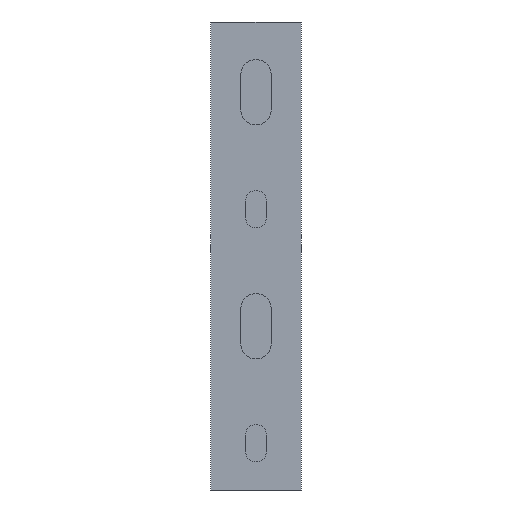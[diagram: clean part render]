
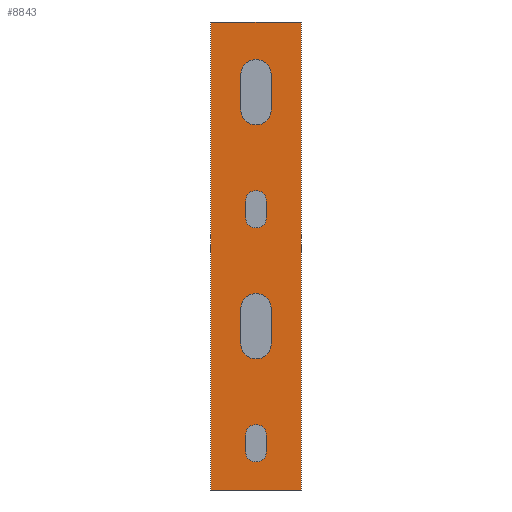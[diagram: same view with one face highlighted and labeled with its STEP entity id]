
A CAD part, front view. The second image highlights one B-rep face of the part: STEP entity #8843.
In plain terms, the highlighted planar face has unit normal (0, -1, 0).
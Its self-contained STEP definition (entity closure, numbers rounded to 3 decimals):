
#2432=DIRECTION('',(1.,0.,0.));
#2433=VECTOR('',#2432,19.287);
#2434=CARTESIAN_POINT('',(-9.643,0.,0.));
#2435=LINE('47194',#2434,#2433);
#2436=DIRECTION('',(0.,0.,-1.));
#2437=VECTOR('',#2436,100.);
#2438=CARTESIAN_POINT('',(9.643,0.,0.));
#2439=LINE('47064',#2438,#2437);
#2440=DIRECTION('',(-1.,0.,0.));
#2441=VECTOR('',#2440,19.287);
#2442=CARTESIAN_POINT('',(9.643,0.,-100.));
#2443=LINE('47195',#2442,#2441);
#2444=CARTESIAN_POINT('',(0.,0.,-11.25));
#2445=DIRECTION('',(0.,-1.,0.));
#2446=DIRECTION('',(1.,0.,0.));
#2447=AXIS2_PLACEMENT_3D('',#2444,#2445,#2446);
#2449=DIRECTION('',(0.,0.,-1.));
#2450=VECTOR('',#2449,7.5);
#2451=CARTESIAN_POINT('',(-3.25,0.,-11.25));
#2452=LINE('6896',#2451,#2450);
#2453=CARTESIAN_POINT('',(0.,0.,-18.75));
#2454=DIRECTION('',(0.,-1.,0.));
#2455=DIRECTION('',(-1.,0.,0.));
#2456=AXIS2_PLACEMENT_3D('',#2453,#2454,#2455);
#2458=DIRECTION('',(0.,0.,1.));
#2459=VECTOR('',#2458,7.5);
#2460=CARTESIAN_POINT('',(3.25,0.,-18.75));
#2461=LINE('6899',#2460,#2459);
#2462=CARTESIAN_POINT('',(0.,0.,-38.25));
#2463=DIRECTION('',(0.,-1.,0.));
#2464=DIRECTION('',(1.,0.,0.));
#2465=AXIS2_PLACEMENT_3D('',#2462,#2463,#2464);
#2467=DIRECTION('',(0.,0.,-1.));
#2468=VECTOR('',#2467,3.5);
#2469=CARTESIAN_POINT('',(-2.25,0.,-38.25));
#2470=LINE('6902',#2469,#2468);
#2471=CARTESIAN_POINT('',(0.,0.,-41.75));
#2472=DIRECTION('',(0.,-1.,0.));
#2473=DIRECTION('',(-1.,0.,0.));
#2474=AXIS2_PLACEMENT_3D('',#2471,#2472,#2473);
#2476=DIRECTION('',(0.,0.,1.));
#2477=VECTOR('',#2476,3.5);
#2478=CARTESIAN_POINT('',(2.25,0.,-41.75));
#2479=LINE('6905',#2478,#2477);
#2480=CARTESIAN_POINT('',(0.,0.,-61.25));
#2481=DIRECTION('',(0.,-1.,0.));
#2482=DIRECTION('',(1.,0.,0.));
#2483=AXIS2_PLACEMENT_3D('',#2480,#2481,#2482);
#2485=DIRECTION('',(0.,0.,-1.));
#2486=VECTOR('',#2485,7.5);
#2487=CARTESIAN_POINT('',(-3.25,0.,-61.25));
#2488=LINE('6908',#2487,#2486);
#2489=CARTESIAN_POINT('',(0.,0.,-68.75));
#2490=DIRECTION('',(0.,-1.,0.));
#2491=DIRECTION('',(-1.,0.,0.));
#2492=AXIS2_PLACEMENT_3D('',#2489,#2490,#2491);
#2494=DIRECTION('',(0.,0.,1.));
#2495=VECTOR('',#2494,7.5);
#2496=CARTESIAN_POINT('',(3.25,0.,-68.75));
#2497=LINE('6911',#2496,#2495);
#2498=CARTESIAN_POINT('',(0.,0.,-88.25));
#2499=DIRECTION('',(0.,-1.,0.));
#2500=DIRECTION('',(1.,0.,0.));
#2501=AXIS2_PLACEMENT_3D('',#2498,#2499,#2500);
#2503=DIRECTION('',(0.,0.,-1.));
#2504=VECTOR('',#2503,3.5);
#2505=CARTESIAN_POINT('',(-2.25,0.,-88.25));
#2506=LINE('6914',#2505,#2504);
#2507=CARTESIAN_POINT('',(0.,0.,-91.75));
#2508=DIRECTION('',(0.,-1.,0.));
#2509=DIRECTION('',(-1.,0.,0.));
#2510=AXIS2_PLACEMENT_3D('',#2507,#2508,#2509);
#2512=DIRECTION('',(0.,0.,1.));
#2513=VECTOR('',#2512,3.5);
#2514=CARTESIAN_POINT('',(2.25,0.,-91.75));
#2515=LINE('6917',#2514,#2513);
#2740=DIRECTION('',(0.,0.,-1.));
#2741=VECTOR('',#2740,100.);
#2742=CARTESIAN_POINT('',(-9.643,0.,0.));
#2743=LINE('47191',#2742,#2741);
#5191=CARTESIAN_POINT('',(-3.25,0.,-11.25));
#5192=CARTESIAN_POINT('',(-3.25,0.,-18.75));
#5193=VERTEX_POINT('',#5191);
#5194=VERTEX_POINT('',#5192);
#5195=CARTESIAN_POINT('',(3.25,0.,-18.75));
#5196=CARTESIAN_POINT('',(3.25,0.,-11.25));
#5197=VERTEX_POINT('',#5195);
#5198=VERTEX_POINT('',#5196);
#5199=CARTESIAN_POINT('',(-2.25,0.,-38.25));
#5200=CARTESIAN_POINT('',(-2.25,0.,-41.75));
#5201=VERTEX_POINT('',#5199);
#5202=VERTEX_POINT('',#5200);
#5203=CARTESIAN_POINT('',(2.25,0.,-41.75));
#5204=CARTESIAN_POINT('',(2.25,0.,-38.25));
#5205=VERTEX_POINT('',#5203);
#5206=VERTEX_POINT('',#5204);
#5207=CARTESIAN_POINT('',(-3.25,0.,-61.25));
#5208=CARTESIAN_POINT('',(-3.25,0.,-68.75));
#5209=VERTEX_POINT('',#5207);
#5210=VERTEX_POINT('',#5208);
#5211=CARTESIAN_POINT('',(3.25,0.,-68.75));
#5212=CARTESIAN_POINT('',(3.25,0.,-61.25));
#5213=VERTEX_POINT('',#5211);
#5214=VERTEX_POINT('',#5212);
#5215=CARTESIAN_POINT('',(-2.25,0.,-88.25));
#5216=CARTESIAN_POINT('',(-2.25,0.,-91.75));
#5217=VERTEX_POINT('',#5215);
#5218=VERTEX_POINT('',#5216);
#5219=CARTESIAN_POINT('',(2.25,0.,-91.75));
#5220=CARTESIAN_POINT('',(2.25,0.,-88.25));
#5221=VERTEX_POINT('',#5219);
#5222=VERTEX_POINT('',#5220);
#5745=CARTESIAN_POINT('',(9.643,0.,0.));
#5746=CARTESIAN_POINT('',(9.643,0.,-100.));
#5747=VERTEX_POINT('',#5745);
#5748=VERTEX_POINT('',#5746);
#5793=CARTESIAN_POINT('',(-9.643,0.,0.));
#5794=CARTESIAN_POINT('',(-9.643,0.,-100.));
#5795=VERTEX_POINT('',#5793);
#5796=VERTEX_POINT('',#5794);
#8791=CARTESIAN_POINT('',(-7.2,0.,0.));
#8792=DIRECTION('',(0.,-1.,0.));
#8793=DIRECTION('',(1.,0.,0.));
#8794=AXIS2_PLACEMENT_3D('',#8791,#8792,#8793);
#8795=PLANE('7485',#8794);
#8796=ORIENTED_EDGE('47194',*,*,#5812,.T.);
#8797=ORIENTED_EDGE('47064',*,*,#6196,.T.);
#8798=ORIENTED_EDGE('47195',*,*,#5968,.T.);
#8800=ORIENTED_EDGE('47191',*,*,#8799,.F.);
#8801=EDGE_LOOP('7485',(#8796,#8797,#8798,#8800));
#8802=FACE_OUTER_BOUND('7485',#8801,.F.);
#8804=ORIENTED_EDGE('39616',*,*,#8803,.T.);
#8806=ORIENTED_EDGE('6896',*,*,#8805,.T.);
#8808=ORIENTED_EDGE('39617',*,*,#8807,.T.);
#8810=ORIENTED_EDGE('6899',*,*,#8809,.T.);
#8811=EDGE_LOOP('7485',(#8804,#8806,#8808,#8810));
#8812=FACE_BOUND('7485',#8811,.F.);
#8814=ORIENTED_EDGE('39618',*,*,#8813,.T.);
#8816=ORIENTED_EDGE('6902',*,*,#8815,.T.);
#8818=ORIENTED_EDGE('39619',*,*,#8817,.T.);
#8820=ORIENTED_EDGE('6905',*,*,#8819,.T.);
#8821=EDGE_LOOP('7485',(#8814,#8816,#8818,#8820));
#8822=FACE_BOUND('7485',#8821,.F.);
#8824=ORIENTED_EDGE('39620',*,*,#8823,.T.);
#8826=ORIENTED_EDGE('6908',*,*,#8825,.T.);
#8828=ORIENTED_EDGE('39621',*,*,#8827,.T.);
#8830=ORIENTED_EDGE('6911',*,*,#8829,.T.);
#8831=EDGE_LOOP('7485',(#8824,#8826,#8828,#8830));
#8832=FACE_BOUND('7485',#8831,.F.);
#8834=ORIENTED_EDGE('39622',*,*,#8833,.T.);
#8836=ORIENTED_EDGE('6914',*,*,#8835,.T.);
#8838=ORIENTED_EDGE('39623',*,*,#8837,.T.);
#8840=ORIENTED_EDGE('6917',*,*,#8839,.T.);
#8841=EDGE_LOOP('7485',(#8834,#8836,#8838,#8840));
#8842=FACE_BOUND('7485',#8841,.F.);
#8843=ADVANCED_FACE('7485',(#8802,#8812,#8822,#8832,#8842),#8795,.T.);
#2448=CIRCLE('39616',#2447,3.25);
#2457=CIRCLE('39617',#2456,3.25);
#2466=CIRCLE('39618',#2465,2.25);
#2475=CIRCLE('39619',#2474,2.25);
#2484=CIRCLE('39620',#2483,3.25);
#2493=CIRCLE('39621',#2492,3.25);
#2502=CIRCLE('39622',#2501,2.25);
#2511=CIRCLE('39623',#2510,2.25);
#5812=EDGE_CURVE('47194',#5795,#5747,#2435,.T.);
#5968=EDGE_CURVE('47195',#5748,#5796,#2443,.T.);
#6196=EDGE_CURVE('47064',#5747,#5748,#2439,.T.);
#8799=EDGE_CURVE('47191',#5795,#5796,#2743,.T.);
#8803=EDGE_CURVE('39616',#5198,#5193,#2448,.T.);
#8805=EDGE_CURVE('6896',#5193,#5194,#2452,.T.);
#8807=EDGE_CURVE('39617',#5194,#5197,#2457,.T.);
#8809=EDGE_CURVE('6899',#5197,#5198,#2461,.T.);
#8813=EDGE_CURVE('39618',#5206,#5201,#2466,.T.);
#8815=EDGE_CURVE('6902',#5201,#5202,#2470,.T.);
#8817=EDGE_CURVE('39619',#5202,#5205,#2475,.T.);
#8819=EDGE_CURVE('6905',#5205,#5206,#2479,.T.);
#8823=EDGE_CURVE('39620',#5214,#5209,#2484,.T.);
#8825=EDGE_CURVE('6908',#5209,#5210,#2488,.T.);
#8827=EDGE_CURVE('39621',#5210,#5213,#2493,.T.);
#8829=EDGE_CURVE('6911',#5213,#5214,#2497,.T.);
#8833=EDGE_CURVE('39622',#5222,#5217,#2502,.T.);
#8835=EDGE_CURVE('6914',#5217,#5218,#2506,.T.);
#8837=EDGE_CURVE('39623',#5218,#5221,#2511,.T.);
#8839=EDGE_CURVE('6917',#5221,#5222,#2515,.T.);
